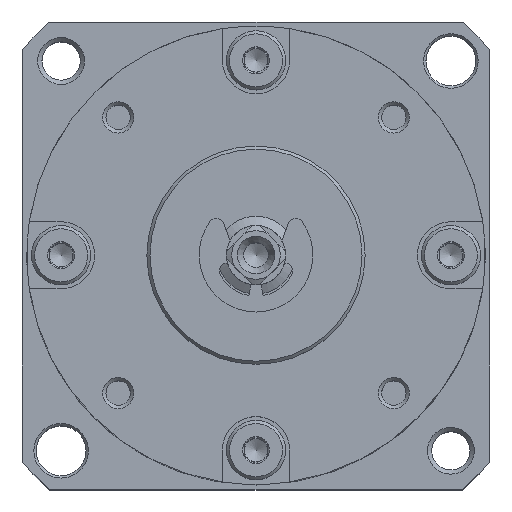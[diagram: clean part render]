
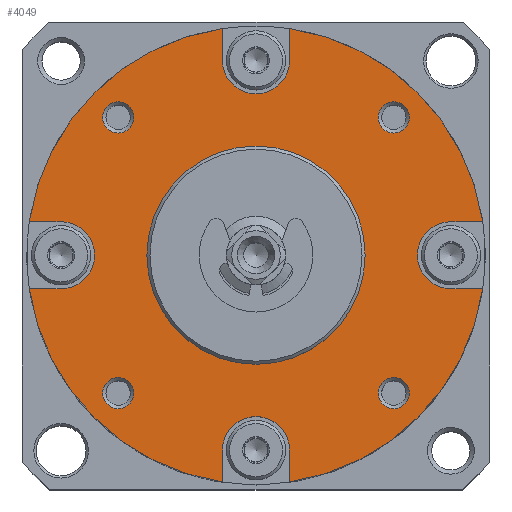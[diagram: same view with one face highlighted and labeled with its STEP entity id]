
A CAD part, top view. The second image highlights one B-rep face of the part: STEP entity #4049.
In plain terms, the highlighted face is planar.
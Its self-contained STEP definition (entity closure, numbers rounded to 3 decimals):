
#53=PLANE('',#4407);
#320=LINE('',#6574,#542);
#321=LINE('',#6578,#543);
#322=LINE('',#6579,#544);
#323=LINE('',#6583,#545);
#324=LINE('',#6584,#546);
#325=LINE('',#6588,#547);
#326=LINE('',#6589,#548);
#327=LINE('',#6593,#549);
#542=VECTOR('',#5066,1000.);
#543=VECTOR('',#5069,1000.);
#544=VECTOR('',#5070,1000.);
#545=VECTOR('',#5073,1000.);
#546=VECTOR('',#5074,1000.);
#547=VECTOR('',#5077,1000.);
#548=VECTOR('',#5078,1000.);
#549=VECTOR('',#5081,1000.);
#829=ORIENTED_EDGE('',*,*,#1913,.T.);
#830=ORIENTED_EDGE('',*,*,#1914,.F.);
#831=ORIENTED_EDGE('',*,*,#1915,.T.);
#832=ORIENTED_EDGE('',*,*,#1898,.F.);
#833=ORIENTED_EDGE('',*,*,#1916,.T.);
#834=ORIENTED_EDGE('',*,*,#1917,.T.);
#835=ORIENTED_EDGE('',*,*,#1918,.T.);
#836=ORIENTED_EDGE('',*,*,#1910,.F.);
#837=ORIENTED_EDGE('',*,*,#1919,.T.);
#838=ORIENTED_EDGE('',*,*,#1920,.T.);
#839=ORIENTED_EDGE('',*,*,#1921,.T.);
#840=ORIENTED_EDGE('',*,*,#1906,.F.);
#841=ORIENTED_EDGE('',*,*,#1922,.T.);
#842=ORIENTED_EDGE('',*,*,#1923,.T.);
#843=ORIENTED_EDGE('',*,*,#1924,.T.);
#844=ORIENTED_EDGE('',*,*,#1902,.F.);
#845=ORIENTED_EDGE('',*,*,#1925,.T.);
#846=ORIENTED_EDGE('',*,*,#1926,.T.);
#847=ORIENTED_EDGE('',*,*,#1927,.T.);
#848=ORIENTED_EDGE('',*,*,#1928,.T.);
#849=ORIENTED_EDGE('',*,*,#1929,.T.);
#1898=EDGE_CURVE('',#2415,#2417,#2790,.T.);
#1902=EDGE_CURVE('',#2420,#2421,#2792,.T.);
#1906=EDGE_CURVE('',#2424,#2425,#2794,.T.);
#1910=EDGE_CURVE('',#2428,#2429,#2796,.T.);
#1913=EDGE_CURVE('',#2420,#2431,#320,.T.);
#1914=EDGE_CURVE('',#2432,#2431,#2798,.F.);
#1915=EDGE_CURVE('',#2432,#2417,#321,.T.);
#1916=EDGE_CURVE('',#2415,#2433,#322,.T.);
#1917=EDGE_CURVE('',#2433,#2434,#2799,.T.);
#1918=EDGE_CURVE('',#2434,#2429,#323,.T.);
#1919=EDGE_CURVE('',#2428,#2435,#324,.T.);
#1920=EDGE_CURVE('',#2435,#2436,#2800,.T.);
#1921=EDGE_CURVE('',#2436,#2425,#325,.T.);
#1922=EDGE_CURVE('',#2424,#2437,#326,.T.);
#1923=EDGE_CURVE('',#2437,#2438,#2801,.T.);
#1924=EDGE_CURVE('',#2438,#2421,#327,.T.);
#1925=EDGE_CURVE('',#2439,#2439,#2802,.T.);
#1926=EDGE_CURVE('',#2440,#2440,#2803,.T.);
#1927=EDGE_CURVE('',#2441,#2441,#2804,.T.);
#1928=EDGE_CURVE('',#2442,#2442,#2805,.T.);
#1929=EDGE_CURVE('',#2443,#2443,#2806,.T.);
#2415=VERTEX_POINT('',#6542);
#2417=VERTEX_POINT('',#6545);
#2420=VERTEX_POINT('',#6551);
#2421=VERTEX_POINT('',#6553);
#2424=VERTEX_POINT('',#6559);
#2425=VERTEX_POINT('',#6561);
#2428=VERTEX_POINT('',#6567);
#2429=VERTEX_POINT('',#6569);
#2431=VERTEX_POINT('',#6575);
#2432=VERTEX_POINT('',#6577);
#2433=VERTEX_POINT('',#6580);
#2434=VERTEX_POINT('',#6582);
#2435=VERTEX_POINT('',#6585);
#2436=VERTEX_POINT('',#6587);
#2437=VERTEX_POINT('',#6590);
#2438=VERTEX_POINT('',#6592);
#2439=VERTEX_POINT('',#6595);
#2440=VERTEX_POINT('',#6597);
#2441=VERTEX_POINT('',#6599);
#2442=VERTEX_POINT('',#6601);
#2443=VERTEX_POINT('',#6603);
#2790=CIRCLE('',#4399,14.7);
#2792=CIRCLE('',#4401,14.7);
#2794=CIRCLE('',#4403,14.7);
#2796=CIRCLE('',#4405,14.7);
#2798=CIRCLE('',#4408,2.15);
#2799=CIRCLE('',#4409,2.15);
#2800=CIRCLE('',#4410,2.15);
#2801=CIRCLE('',#4411,2.15);
#2802=CIRCLE('',#4412,1.);
#2803=CIRCLE('',#4413,1.);
#2804=CIRCLE('',#4414,1.);
#2805=CIRCLE('',#4415,1.);
#2806=CIRCLE('',#4416,7.);
#3059=EDGE_LOOP('',(#829,#830,#831,#832,#833,#834,#835,#836,#837,#838,#839,
#840,#841,#842,#843,#844));
#3060=EDGE_LOOP('',(#845));
#3061=EDGE_LOOP('',(#846));
#3062=EDGE_LOOP('',(#847));
#3063=EDGE_LOOP('',(#848));
#3064=EDGE_LOOP('',(#849));
#3519=FACE_BOUND('',#3059,.T.);
#3520=FACE_BOUND('',#3060,.T.);
#3521=FACE_BOUND('',#3061,.T.);
#3522=FACE_BOUND('',#3062,.T.);
#3523=FACE_BOUND('',#3063,.T.);
#3524=FACE_BOUND('',#3064,.T.);
#4049=ADVANCED_FACE('',(#3519,#3520,#3521,#3522,#3523,#3524),#53,.F.);
#4399=AXIS2_PLACEMENT_3D('',#6544,#5041,#5042);
#4401=AXIS2_PLACEMENT_3D('',#6552,#5047,#5048);
#4403=AXIS2_PLACEMENT_3D('',#6560,#5053,#5054);
#4405=AXIS2_PLACEMENT_3D('',#6568,#5059,#5060);
#4407=AXIS2_PLACEMENT_3D('',#6573,#5064,#5065);
#4408=AXIS2_PLACEMENT_3D('',#6576,#5067,#5068);
#4409=AXIS2_PLACEMENT_3D('',#6581,#5071,#5072);
#4410=AXIS2_PLACEMENT_3D('',#6586,#5075,#5076);
#4411=AXIS2_PLACEMENT_3D('',#6591,#5079,#5080);
#4412=AXIS2_PLACEMENT_3D('',#6594,#5082,#5083);
#4413=AXIS2_PLACEMENT_3D('',#6596,#5084,#5085);
#4414=AXIS2_PLACEMENT_3D('',#6598,#5086,#5087);
#4415=AXIS2_PLACEMENT_3D('',#6600,#5088,#5089);
#4416=AXIS2_PLACEMENT_3D('',#6602,#5090,#5091);
#5041=DIRECTION('',(1.,0.,0.));
#5042=DIRECTION('',(0.,0.,-1.));
#5047=DIRECTION('',(1.,0.,0.));
#5048=DIRECTION('',(0.,0.,-1.));
#5053=DIRECTION('',(1.,0.,0.));
#5054=DIRECTION('',(0.,0.,-1.));
#5059=DIRECTION('',(1.,0.,0.));
#5060=DIRECTION('',(0.,0.,-1.));
#5064=DIRECTION('',(1.,0.,0.));
#5065=DIRECTION('',(0.,0.,-1.));
#5066=DIRECTION('',(0.,-1.,0.));
#5067=DIRECTION('',(1.,0.,0.));
#5068=DIRECTION('',(0.,0.,-1.));
#5069=DIRECTION('',(0.,1.,0.));
#5070=DIRECTION('',(0.,0.,1.));
#5071=DIRECTION('',(1.,0.,0.));
#5072=DIRECTION('',(0.,0.,-1.));
#5073=DIRECTION('',(0.,0.,-1.));
#5074=DIRECTION('',(0.,1.,0.));
#5075=DIRECTION('',(1.,0.,0.));
#5076=DIRECTION('',(0.,0.,-1.));
#5077=DIRECTION('',(0.,-1.,0.));
#5078=DIRECTION('',(0.,0.,-1.));
#5079=DIRECTION('',(1.,0.,0.));
#5080=DIRECTION('',(0.,0.,-1.));
#5081=DIRECTION('',(0.,0.,1.));
#5082=DIRECTION('',(1.,0.,0.));
#5083=DIRECTION('',(0.,0.,-1.));
#5084=DIRECTION('',(1.,0.,0.));
#5085=DIRECTION('',(0.,0.,-1.));
#5086=DIRECTION('',(1.,0.,0.));
#5087=DIRECTION('',(0.,0.,-1.));
#5088=DIRECTION('',(1.,0.,0.));
#5089=DIRECTION('',(0.,0.,-1.));
#5090=DIRECTION('',(1.,0.,0.));
#5091=DIRECTION('',(0.,0.,-1.));
#6542=CARTESIAN_POINT('',(-33.5,2.15,-14.542));
#6544=CARTESIAN_POINT('',(-33.5,0.,0.));
#6545=CARTESIAN_POINT('',(-33.5,14.542,-2.15));
#6551=CARTESIAN_POINT('',(-33.5,14.542,2.15));
#6552=CARTESIAN_POINT('',(-33.5,0.,0.));
#6553=CARTESIAN_POINT('',(-33.5,2.15,14.542));
#6559=CARTESIAN_POINT('',(-33.5,-2.15,14.542));
#6560=CARTESIAN_POINT('',(-33.5,0.,0.));
#6561=CARTESIAN_POINT('',(-33.5,-14.542,2.15));
#6567=CARTESIAN_POINT('',(-33.5,-14.542,-2.15));
#6568=CARTESIAN_POINT('',(-33.5,0.,0.));
#6569=CARTESIAN_POINT('',(-33.5,-2.15,-14.542));
#6573=CARTESIAN_POINT('',(-33.5,7.,0.));
#6574=CARTESIAN_POINT('',(-33.5,16.8,2.15));
#6575=CARTESIAN_POINT('',(-33.5,12.5,2.15));
#6576=CARTESIAN_POINT('',(-33.5,12.5,0.));
#6577=CARTESIAN_POINT('',(-33.5,12.5,-2.15));
#6578=CARTESIAN_POINT('',(-33.5,12.5,-2.15));
#6579=CARTESIAN_POINT('',(-33.5,2.15,-16.8));
#6580=CARTESIAN_POINT('',(-33.5,2.15,-12.5));
#6581=CARTESIAN_POINT('',(-33.5,0.,-12.5));
#6582=CARTESIAN_POINT('',(-33.5,-2.15,-12.5));
#6583=CARTESIAN_POINT('',(-33.5,-2.15,-12.5));
#6584=CARTESIAN_POINT('',(-33.5,-16.8,-2.15));
#6585=CARTESIAN_POINT('',(-33.5,-12.5,-2.15));
#6586=CARTESIAN_POINT('',(-33.5,-12.5,0.));
#6587=CARTESIAN_POINT('',(-33.5,-12.5,2.15));
#6588=CARTESIAN_POINT('',(-33.5,-12.5,2.15));
#6589=CARTESIAN_POINT('',(-33.5,-2.15,16.8));
#6590=CARTESIAN_POINT('',(-33.5,-2.15,12.5));
#6591=CARTESIAN_POINT('',(-33.5,0.,12.5));
#6592=CARTESIAN_POINT('',(-33.5,2.15,12.5));
#6593=CARTESIAN_POINT('',(-33.5,2.15,12.5));
#6594=CARTESIAN_POINT('',(-33.5,8.839,-8.839));
#6595=CARTESIAN_POINT('',(-33.5,8.839,-9.839));
#6596=CARTESIAN_POINT('',(-33.5,-8.839,8.839));
#6597=CARTESIAN_POINT('',(-33.5,-8.839,7.839));
#6598=CARTESIAN_POINT('',(-33.5,-8.839,-8.839));
#6599=CARTESIAN_POINT('',(-33.5,-8.839,-9.839));
#6600=CARTESIAN_POINT('',(-33.5,8.839,8.839));
#6601=CARTESIAN_POINT('',(-33.5,8.839,7.839));
#6602=CARTESIAN_POINT('',(-33.5,0.,0.));
#6603=CARTESIAN_POINT('',(-33.5,0.,-7.));
